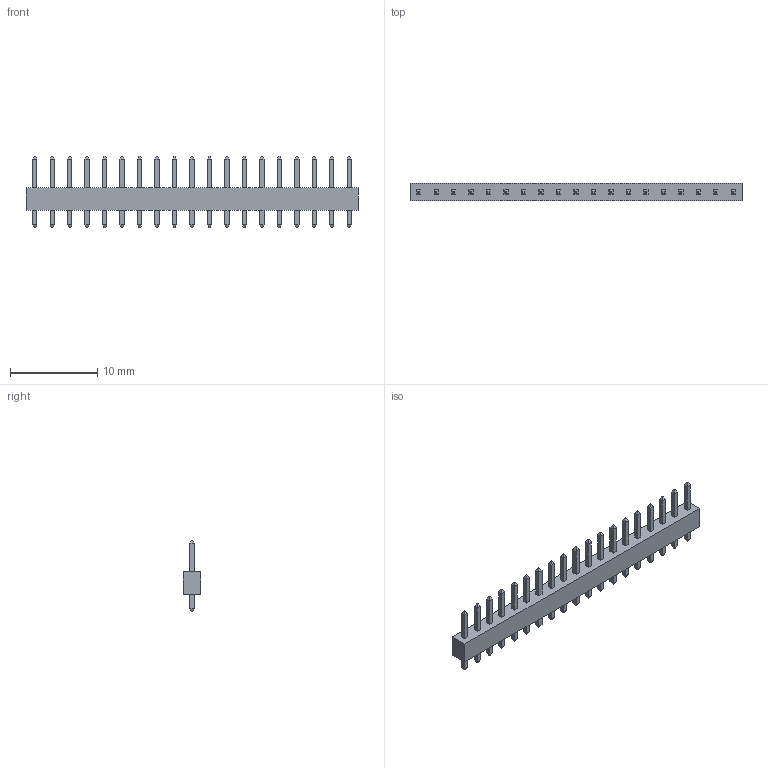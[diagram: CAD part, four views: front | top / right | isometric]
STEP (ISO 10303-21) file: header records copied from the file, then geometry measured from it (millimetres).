
FILE_DESCRIPTION (( 'STEP AP214' ), '1' );
FILE_NAME ( 'HDRV19W50P200_19X1_3800X200H615.STEP', '2022-06-19T11:52:38', ( '' ), ( '' ), '', '©2017 PCB Libraries, Inc.', '' );
FILE_SCHEMA (( 'AUTOMOTIVE_DESIGN' ));
Length unit declared in the file: millimetre
Products named in the file (1): HDRV19W50P200_19X1_3800X200H615
Bounding box: 38 x 2 x 8.15 mm (x, y, z)
Volume: 218.2 mm3; surface area: 573.2 mm2
Topology: 39 solids, 39 shells, 386 faces, 772 edges, 464 vertices
Faces by surface type: plane 386
Entity records: 10829 total; most frequent: CARTESIAN_POINT 1623, DIRECTION 1546, ORIENTED_EDGE 1544, VECTOR 772, LINE 772, EDGE_CURVE 772, VERTEX_POINT 464, STYLED_ITEM 426
